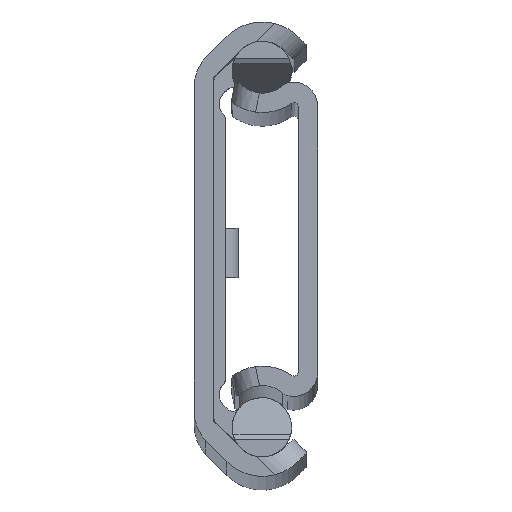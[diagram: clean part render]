
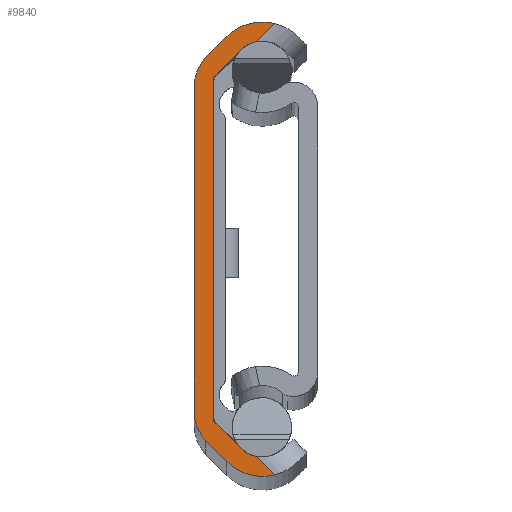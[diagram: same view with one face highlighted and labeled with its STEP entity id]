
A CAD part, top view. The second image highlights one B-rep face of the part: STEP entity #9840.
In plain terms, the highlighted planar face has unit normal (0, 0, 1).
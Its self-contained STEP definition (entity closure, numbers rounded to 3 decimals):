
#12 = VECTOR ( 'NONE', #2604, 1000. ) ;
#36 = DIRECTION ( 'NONE',  ( -0.707, 0.707, 0. ) ) ;
#292 = CARTESIAN_POINT ( 'NONE',  ( 1.5, -12.665, 0. ) ) ;
#337 = VERTEX_POINT ( 'NONE', #509 ) ;
#476 = AXIS2_PLACEMENT_3D ( 'NONE', #2364, #5032, #4971 ) ;
#509 = CARTESIAN_POINT ( 'NONE',  ( -0.621, 14.786, 0. ) ) ;
#665 = CIRCLE ( 'NONE', #6860, 3.88 ) ;
#720 = DIRECTION ( 'NONE',  ( 0., 1., 0. ) ) ;
#778 = CARTESIAN_POINT ( 'NONE',  ( 0.708, 13.456, 0. ) ) ;
#829 = CARTESIAN_POINT ( 'NONE',  ( 0., 13.286, 0. ) ) ;
#1016 = VECTOR ( 'NONE', #36, 1000. ) ;
#1017 = VERTEX_POINT ( 'NONE', #3758 ) ;
#1292 = CIRCLE ( 'NONE', #7829, 3. ) ;
#1364 = CARTESIAN_POINT ( 'NONE',  ( 1.5, 12.665, 0. ) ) ;
#1412 = VERTEX_POINT ( 'NONE', #2289 ) ;
#1459 = CIRCLE ( 'NONE', #6582, 3.88 ) ;
#1487 = EDGE_CURVE ( 'NONE', #9274, #337, #10663, .T. ) ;
#1811 = DIRECTION ( 'NONE',  ( 0., -1., 0. ) ) ;
#1970 = VERTEX_POINT ( 'NONE', #3243 ) ;
#2271 = LINE ( 'NONE', #778, #2309 ) ;
#2289 = CARTESIAN_POINT ( 'NONE',  ( 0., -13.286, 0. ) ) ;
#2309 = VECTOR ( 'NONE', #10869, 1000. ) ;
#2330 = LINE ( 'NONE', #5599, #10049 ) ;
#2364 = CARTESIAN_POINT ( 'NONE',  ( 1.5, 12.665, 0. ) ) ;
#2382 = CARTESIAN_POINT ( 'NONE',  ( 3.248, 15.996, 0. ) ) ;
#2522 = VERTEX_POINT ( 'NONE', #2382 ) ;
#2604 = DIRECTION ( 'NONE',  ( 0.707, -0.707, 0. ) ) ;
#2680 = ORIENTED_EDGE ( 'NONE', *, *, #6299, .T. ) ;
#2692 = ORIENTED_EDGE ( 'NONE', *, *, #10081, .T. ) ;
#3023 = ORIENTED_EDGE ( 'NONE', *, *, #8392, .T. ) ;
#3169 = EDGE_CURVE ( 'NONE', #10608, #5533, #6539, .T. ) ;
#3243 = CARTESIAN_POINT ( 'NONE',  ( 4.687, 17.435, 0. ) ) ;
#3267 = LINE ( 'NONE', #4155, #5134 ) ;
#3296 = FACE_OUTER_BOUND ( 'NONE', #8605, .T. ) ;
#3389 = CARTESIAN_POINT ( 'NONE',  ( -0.621, -14.786, 0. ) ) ;
#3497 = CARTESIAN_POINT ( 'NONE',  ( 3.75, 13.67, 0. ) ) ;
#3512 = ORIENTED_EDGE ( 'NONE', *, *, #1487, .T. ) ;
#3572 = EDGE_CURVE ( 'NONE', #1412, #5968, #3267, .T. ) ;
#3680 = DIRECTION ( 'NONE',  ( 0., 0., 1. ) ) ;
#3758 = CARTESIAN_POINT ( 'NONE',  ( 4.687, -17.435, 0. ) ) ;
#3788 = CARTESIAN_POINT ( 'NONE',  ( 3.75, -13.67, 0. ) ) ;
#3811 = DIRECTION ( 'NONE',  ( 1., 0., 0. ) ) ;
#4155 = CARTESIAN_POINT ( 'NONE',  ( 0., 13.286, 0. ) ) ;
#4327 = ORIENTED_EDGE ( 'NONE', *, *, #3169, .T. ) ;
#4577 = DIRECTION ( 'NONE',  ( 1., 0., 0. ) ) ;
#4603 = EDGE_CURVE ( 'NONE', #5533, #5075, #5773, .T. ) ;
#4678 = EDGE_CURVE ( 'NONE', #9329, #1412, #6933, .T. ) ;
#4705 = CARTESIAN_POINT ( 'NONE',  ( 1.006, 16.414, 0. ) ) ;
#4768 = VERTEX_POINT ( 'NONE', #9755 ) ;
#4798 = ORIENTED_EDGE ( 'NONE', *, *, #4678, .T. ) ;
#4816 = AXIS2_PLACEMENT_3D ( 'NONE', #6319, #5494, #8050 ) ;
#4971 = DIRECTION ( 'NONE',  ( 1., 0., 0. ) ) ;
#5025 = EDGE_CURVE ( 'NONE', #2522, #1970, #2271, .T. ) ;
#5032 = DIRECTION ( 'NONE',  ( 0., 0., 1. ) ) ;
#5075 = VERTEX_POINT ( 'NONE', #7539 ) ;
#5098 = ORIENTED_EDGE ( 'NONE', *, *, #4603, .T. ) ;
#5134 = VECTOR ( 'NONE', #720, 1000. ) ;
#5403 = DIRECTION ( 'NONE',  ( 1., 0., 0. ) ) ;
#5494 = DIRECTION ( 'NONE',  ( 0., 0., -1. ) ) ;
#5533 = VERTEX_POINT ( 'NONE', #6619 ) ;
#5599 = CARTESIAN_POINT ( 'NONE',  ( 2.067, 15.353, 0. ) ) ;
#5754 = LINE ( 'NONE', #10858, #1016 ) ;
#5773 = LINE ( 'NONE', #3389, #12 ) ;
#5784 = EDGE_CURVE ( 'NONE', #1970, #9274, #1459, .T. ) ;
#5891 = EDGE_CURVE ( 'NONE', #8161, #9329, #9581, .T. ) ;
#5968 = VERTEX_POINT ( 'NONE', #829 ) ;
#6097 = DIRECTION ( 'NONE',  ( -0.707, 0.707, 0. ) ) ;
#6122 = ORIENTED_EDGE ( 'NONE', *, *, #5891, .T. ) ;
#6172 = ORIENTED_EDGE ( 'NONE', *, *, #5784, .T. ) ;
#6223 = ORIENTED_EDGE ( 'NONE', *, *, #3572, .T. ) ;
#6299 = EDGE_CURVE ( 'NONE', #4768, #2522, #9762, .T. ) ;
#6319 = CARTESIAN_POINT ( 'NONE',  ( 3.75, -13.67, 0. ) ) ;
#6364 = AXIS2_PLACEMENT_3D ( 'NONE', #292, #3680, #5403 ) ;
#6539 = CIRCLE ( 'NONE', #6364, 3. ) ;
#6582 = AXIS2_PLACEMENT_3D ( 'NONE', #3497, #7667, #9427 ) ;
#6619 = CARTESIAN_POINT ( 'NONE',  ( -0.621, -14.786, 0. ) ) ;
#6860 = AXIS2_PLACEMENT_3D ( 'NONE', #3788, #10447, #10504 ) ;
#6862 = CARTESIAN_POINT ( 'NONE',  ( -1.5, 12.665, 0. ) ) ;
#6899 = CARTESIAN_POINT ( 'NONE',  ( -1.5, 0., 0. ) ) ;
#6933 = LINE ( 'NONE', #10320, #7271 ) ;
#7271 = VECTOR ( 'NONE', #6097, 1000. ) ;
#7281 = DIRECTION ( 'NONE',  ( -0.707, -0.707, 0. ) ) ;
#7539 = CARTESIAN_POINT ( 'NONE',  ( 1.006, -16.414, 0. ) ) ;
#7667 = DIRECTION ( 'NONE',  ( 0., 0., 1. ) ) ;
#7829 = AXIS2_PLACEMENT_3D ( 'NONE', #1364, #8777, #4577 ) ;
#7831 = VERTEX_POINT ( 'NONE', #6862 ) ;
#7978 = DIRECTION ( 'NONE',  ( 0., 0., -1. ) ) ;
#8037 = CARTESIAN_POINT ( 'NONE',  ( 3.75, 13.67, 0. ) ) ;
#8050 = DIRECTION ( 'NONE',  ( 1., 0., 0. ) ) ;
#8161 = VERTEX_POINT ( 'NONE', #9963 ) ;
#8168 = CARTESIAN_POINT ( 'NONE',  ( -0.621, 14.786, 0. ) ) ;
#8392 = EDGE_CURVE ( 'NONE', #337, #7831, #1292, .T. ) ;
#8605 = EDGE_LOOP ( 'NONE', ( #9129, #10582, #6122, #4798, #6223, #9912, #2680, #10334, #6172, #3512, #3023, #2692, #4327, #5098 ) ) ;
#8777 = DIRECTION ( 'NONE',  ( 0., 0., 1. ) ) ;
#9017 = CARTESIAN_POINT ( 'NONE',  ( 2.067, -15.353, 0. ) ) ;
#9052 = AXIS2_PLACEMENT_3D ( 'NONE', #8037, #7978, #3811 ) ;
#9091 = DIRECTION ( 'NONE',  ( 0.707, 0.707, 0. ) ) ;
#9129 = ORIENTED_EDGE ( 'NONE', *, *, #10129, .T. ) ;
#9204 = CARTESIAN_POINT ( 'NONE',  ( -1.5, -12.665, 0. ) ) ;
#9274 = VERTEX_POINT ( 'NONE', #4705 ) ;
#9329 = VERTEX_POINT ( 'NONE', #9017 ) ;
#9427 = DIRECTION ( 'NONE',  ( 1., 0., 0. ) ) ;
#9440 = LINE ( 'NONE', #6899, #10224 ) ;
#9463 = EDGE_CURVE ( 'NONE', #1017, #8161, #5754, .T. ) ;
#9581 = CIRCLE ( 'NONE', #4816, 2.38 ) ;
#9755 = CARTESIAN_POINT ( 'NONE',  ( 2.067, 15.353, 0. ) ) ;
#9762 = CIRCLE ( 'NONE', #9052, 2.38 ) ;
#9840 = ADVANCED_FACE ( 'NONE', ( #3296 ), #10954, .T. ) ;
#9912 = ORIENTED_EDGE ( 'NONE', *, *, #10687, .T. ) ;
#9963 = CARTESIAN_POINT ( 'NONE',  ( 3.248, -15.996, 0. ) ) ;
#10049 = VECTOR ( 'NONE', #9091, 1000. ) ;
#10081 = EDGE_CURVE ( 'NONE', #7831, #10608, #9440, .T. ) ;
#10129 = EDGE_CURVE ( 'NONE', #5075, #1017, #665, .T. ) ;
#10224 = VECTOR ( 'NONE', #1811, 1000. ) ;
#10226 = VECTOR ( 'NONE', #7281, 1000. ) ;
#10320 = CARTESIAN_POINT ( 'NONE',  ( 2.067, -15.353, 0. ) ) ;
#10334 = ORIENTED_EDGE ( 'NONE', *, *, #5025, .T. ) ;
#10447 = DIRECTION ( 'NONE',  ( 0., 0., 1. ) ) ;
#10504 = DIRECTION ( 'NONE',  ( 1., 0., 0. ) ) ;
#10582 = ORIENTED_EDGE ( 'NONE', *, *, #9463, .T. ) ;
#10608 = VERTEX_POINT ( 'NONE', #9204 ) ;
#10663 = LINE ( 'NONE', #8168, #10226 ) ;
#10687 = EDGE_CURVE ( 'NONE', #5968, #4768, #2330, .T. ) ;
#10858 = CARTESIAN_POINT ( 'NONE',  ( -11.956, -0.792, 0. ) ) ;
#10869 = DIRECTION ( 'NONE',  ( 0.707, 0.707, 0. ) ) ;
#10954 = PLANE ( 'NONE',  #476 ) ;
